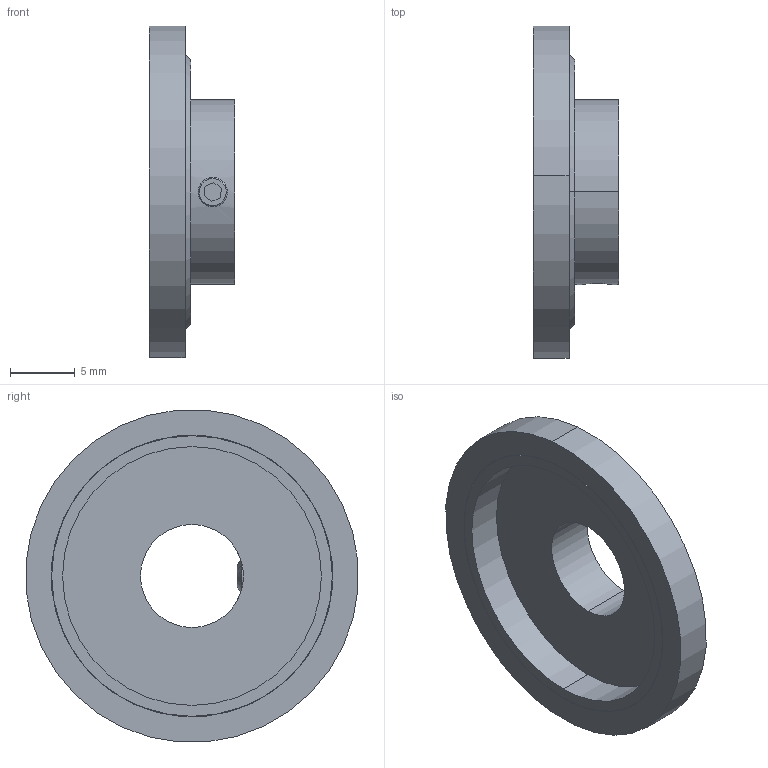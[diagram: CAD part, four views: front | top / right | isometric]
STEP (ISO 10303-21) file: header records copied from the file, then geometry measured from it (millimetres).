
FILE_DESCRIPTION (( 'STEP AP214' ), '1' );
FILE_NAME ('CIM_Coder_256_Magnet.STEP', '2019-02-08T19:50:44', ( '' ), ( '' ), 'SwSTEP 2.0', 'SolidWorks 2017', '' );
FILE_SCHEMA (( 'AUTOMOTIVE_DESIGN' ));
Length unit declared in the file: inch
Products named in the file (4): 3112S001_01 Model; 3112M000_01 Model; socket set screw cup point_ai_SSCUPSKT 0.112-40x0.125-HX-C; CIM_Coder_256_Magnet
Assembly tree (3 placements, depth 2):
  CIM_Coder_256_Magnet
    3112S001_01 Model
    3112M000_01 Model
    socket set screw cup point_ai_SSCUPSKT 0.112-40x0.125-HX-C
Bounding box: 6.6 x 25.62 x 25.62 mm (x, y, z)
Volume: 1085 mm3; surface area: 2016.1 mm2
Topology: 3 solids, 3 shells, 38 faces, 82 edges, 51 vertices
Faces by surface type: cylinder 16, plane 14, cone 8
Entity records: 1294 total; most frequent: CARTESIAN_POINT 243, DIRECTION 198, ORIENTED_EDGE 160, EDGE_CURVE 80, AXIS2_PLACEMENT_3D 78, VERTEX_POINT 51, EDGE_LOOP 47, VECTOR 42
